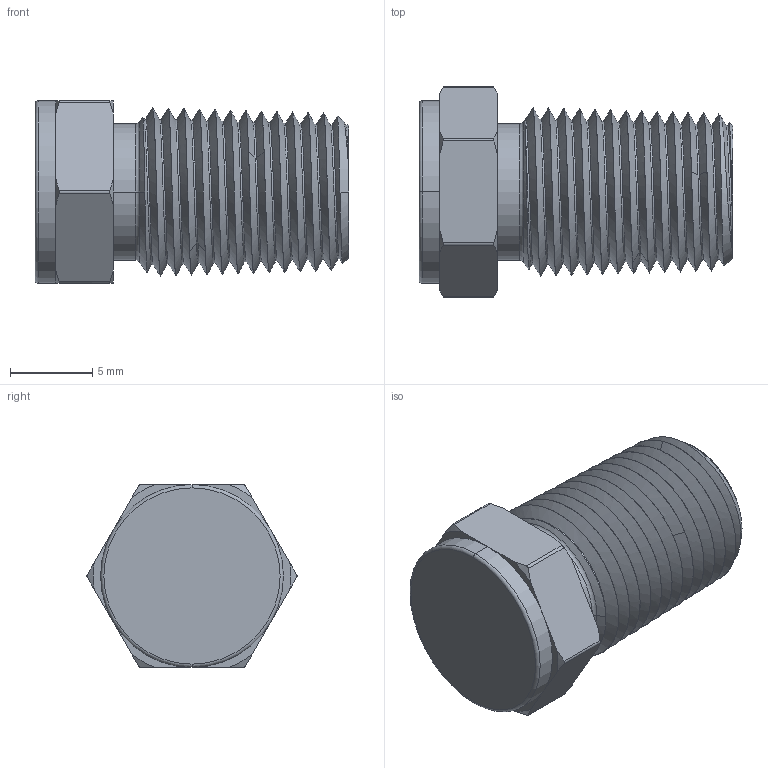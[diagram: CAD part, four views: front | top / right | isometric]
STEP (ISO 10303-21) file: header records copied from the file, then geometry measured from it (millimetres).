
FILE_DESCRIPTION((''),'2;1');
FILE_NAME('PIPE_PLUG_H_SPB','2025-07-08T08:35:40',('Administrator'),(''),'CREO PARAMETRIC BY PTC INC, 2020414','CREO PARAMETRIC BY PTC INC, 2020414','');
FILE_SCHEMA(('AUTOMOTIVE_DESIGN { 1 0 10303 214 1 1 1 1 }'));
Length unit declared in the file: millimetre
Products named in the file (1): PIPE_PLUG_H_SPB
Bounding box: 19.05 x 12.76 x 11.1 mm (x, y, z)
Volume: 1406.6 mm3; surface area: 1098.8 mm2
Topology: 1 solids, 1 shells, 79 faces, 213 edges, 147 vertices
Faces by surface type: cone 38, plane 15, bspline 12, cylinder 10, torus 4
Entity records: 7506 total; most frequent: CARTESIAN_POINT 5549, ORIENTED_EDGE 416, DIRECTION 287, EDGE_CURVE 208, VERTEX_POINT 132, COLOUR_RGB 116, AXIS2_PLACEMENT_3D 107, B_SPLINE_CURVE_WITH_KNOTS 101
